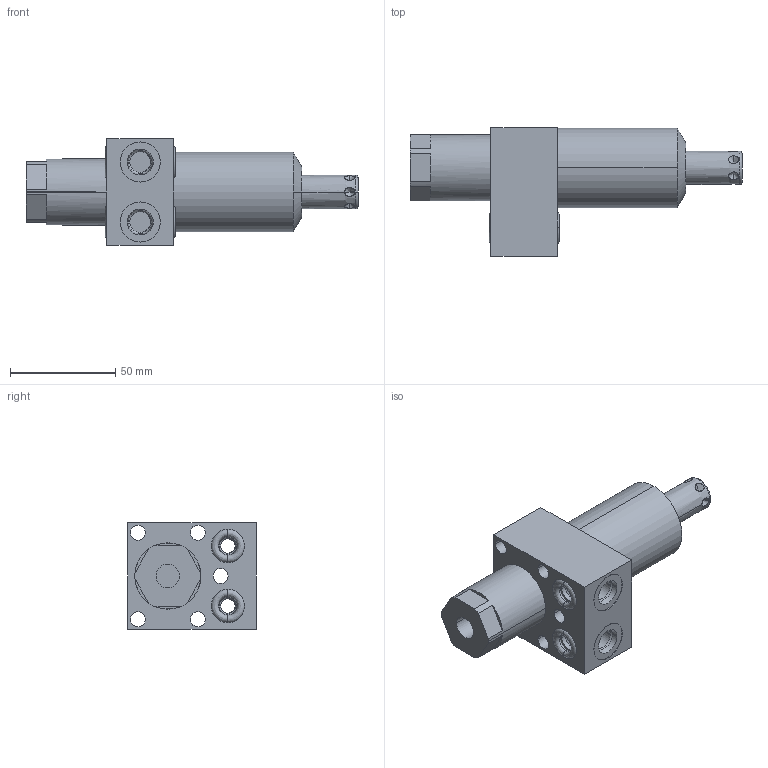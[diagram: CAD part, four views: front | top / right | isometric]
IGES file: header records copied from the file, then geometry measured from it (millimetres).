
Start section:  PTC IGES file: ilc14220901lpp.igs
Global section: file name: ilc14220901lpp.igs; native system: Creo Parametric by PTC Inc.; preprocessor: 2021164; author: Asawyer; organization: Unknown; date: 20251021.100443; units: inch
Bounding box: 157.99 x 61.11 x 50.8 mm (x, y, z)
Surface area: 33504 mm2 (no closed solid volume)
Topology: 0 solids, 0 shells, 135 faces, 630 edges, 616 vertices
Faces by surface type: revolution 104, bspline 31
